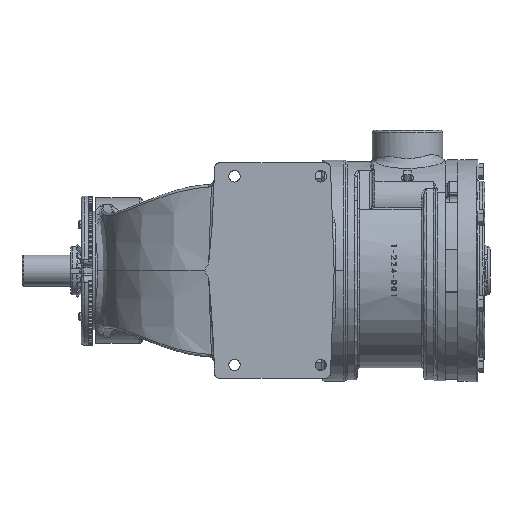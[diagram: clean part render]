
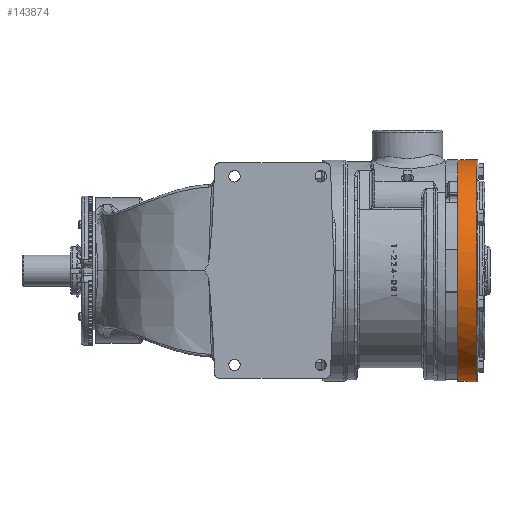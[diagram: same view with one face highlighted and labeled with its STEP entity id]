
A CAD part, front view. The second image highlights one B-rep face of the part: STEP entity #143874.
In plain terms, the highlighted conical face has half-angle 2 degrees and reference radius 130.112 mm.
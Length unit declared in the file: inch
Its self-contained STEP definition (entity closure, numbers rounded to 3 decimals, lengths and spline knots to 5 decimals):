
#8215 = CARTESIAN_POINT ( 'NONE',  ( 5.67, 0., 0. ) ) ;
#9350 = AXIS2_PLACEMENT_3D ( 'NONE', #40033, #127887, #52619 ) ;
#10960 = AXIS2_PLACEMENT_3D ( 'NONE', #12575, #100444, #25204 ) ;
#11365 = VERTEX_POINT ( 'NONE', #69618 ) ;
#12575 = CARTESIAN_POINT ( 'NONE',  ( 5.67, 0., 0. ) ) ;
#15124 = CARTESIAN_POINT ( 'NONE',  ( 5.67, -5.0541, 0.8597 ) ) ;
#15359 = VERTEX_POINT ( 'NONE', #37535 ) ;
#17705 = VERTEX_POINT ( 'NONE', #49683 ) ;
#19972 = EDGE_CURVE ( 'NONE', #58232, #15359, #117693, .T. ) ;
#20784 = CARTESIAN_POINT ( 'NONE',  ( 5.67, -0.8597, -5.0541 ) ) ;
#20849 = DIRECTION ( 'NONE',  ( 0., -1., 0. ) ) ;
#24022 = AXIS2_PLACEMENT_3D ( 'NONE', #37421, #125277, #50019 ) ;
#25204 = DIRECTION ( 'NONE',  ( 0., 0., -1. ) ) ;
#25311 = CIRCLE ( 'NONE', #10960, 5.12669 ) ;
#32192 = ORIENTED_EDGE ( 'NONE', *, *, #114986, .F. ) ;
#34313 = CONICAL_SURFACE ( 'NONE', #146714, 5.1225, 0.035 ) ;
#37421 = CARTESIAN_POINT ( 'NONE',  ( 5.67, 0., 0. ) ) ;
#37535 = CARTESIAN_POINT ( 'NONE',  ( 6.54791, 0., -5.15735 ) ) ;
#38290 = FACE_OUTER_BOUND ( 'NONE', #50102, .T. ) ;
#40033 = CARTESIAN_POINT ( 'NONE',  ( 5.67, 0., 0. ) ) ;
#41165 = EDGE_CURVE ( 'NONE', #17705, #160931, #83079, .T. ) ;
#42161 = EDGE_CURVE ( 'NONE', #15359, #160931, #57224, .T. ) ;
#45632 = CARTESIAN_POINT ( 'NONE',  ( 5.55, 0., 5.1225 ) ) ;
#45778 = CARTESIAN_POINT ( 'NONE',  ( 6.54791, 0., 0. ) ) ;
#49683 = CARTESIAN_POINT ( 'NONE',  ( 5.67, 0., 5.12669 ) ) ;
#50019 = DIRECTION ( 'NONE',  ( 0., 0., -1. ) ) ;
#50102 = EDGE_LOOP ( 'NONE', ( #86839, #32192, #147810, #88024, #92169, #90905, #161027 ) ) ;
#50450 = CIRCLE ( 'NONE', #9350, 5.12669 ) ;
#52619 = DIRECTION ( 'NONE',  ( 0., 0., -1. ) ) ;
#53627 = VECTOR ( 'NONE', #69229, 39.37008 ) ;
#54630 = CARTESIAN_POINT ( 'NONE',  ( 5.55, 0., -5.1225 ) ) ;
#57224 = CIRCLE ( 'NONE', #142524, 5.15735 ) ;
#58232 = VERTEX_POINT ( 'NONE', #63726 ) ;
#58365 = DIRECTION ( 'NONE',  ( 0., 0., -1. ) ) ;
#59920 = CIRCLE ( 'NONE', #24022, 5.12669 ) ;
#63726 = CARTESIAN_POINT ( 'NONE',  ( 5.67, 0., -5.12669 ) ) ;
#69229 = DIRECTION ( 'NONE',  ( 0.999, 0., 0.035 ) ) ;
#69618 = CARTESIAN_POINT ( 'NONE',  ( 5.67, -5.0541, -0.8597 ) ) ;
#76250 = CARTESIAN_POINT ( 'NONE',  ( 6.54791, 0., 5.15735 ) ) ;
#83079 = LINE ( 'NONE', #45632, #53627 ) ;
#86839 = ORIENTED_EDGE ( 'NONE', *, *, #41165, .F. ) ;
#88024 = ORIENTED_EDGE ( 'NONE', *, *, #161014, .F. ) ;
#90905 = ORIENTED_EDGE ( 'NONE', *, *, #19972, .T. ) ;
#91452 = DIRECTION ( 'NONE',  ( 0.999, 0., -0.035 ) ) ;
#92169 = ORIENTED_EDGE ( 'NONE', *, *, #129106, .F. ) ;
#96039 = DIRECTION ( 'NONE',  ( -1., 0., 0. ) ) ;
#100444 = DIRECTION ( 'NONE',  ( -1., 0., 0. ) ) ;
#103368 = EDGE_CURVE ( 'NONE', #11365, #103526, #25311, .T. ) ;
#103526 = VERTEX_POINT ( 'NONE', #15124 ) ;
#106771 = AXIS2_PLACEMENT_3D ( 'NONE', #8215, #96039, #20849 ) ;
#113229 = DIRECTION ( 'NONE',  ( 1., 0., 0. ) ) ;
#113713 = VECTOR ( 'NONE', #91452, 39.37008 ) ;
#114986 = EDGE_CURVE ( 'NONE', #103526, #17705, #148116, .T. ) ;
#117693 = LINE ( 'NONE', #54630, #113713 ) ;
#125277 = DIRECTION ( 'NONE',  ( -1., 0., 0. ) ) ;
#127887 = DIRECTION ( 'NONE',  ( -1., 0., 0. ) ) ;
#129106 = EDGE_CURVE ( 'NONE', #58232, #142484, #59920, .T. ) ;
#133621 = DIRECTION ( 'NONE',  ( -1., 0., 0. ) ) ;
#137893 = CARTESIAN_POINT ( 'NONE',  ( 5.55, 0., 0. ) ) ;
#142484 = VERTEX_POINT ( 'NONE', #20784 ) ;
#142524 = AXIS2_PLACEMENT_3D ( 'NONE', #45778, #133621, #58365 ) ;
#143874 = ADVANCED_FACE ( 'NONE', ( #38290 ), #34313, .T. ) ;
#146714 = AXIS2_PLACEMENT_3D ( 'NONE', #137893, #113229, #150495 ) ;
#147810 = ORIENTED_EDGE ( 'NONE', *, *, #103368, .F. ) ;
#148116 = CIRCLE ( 'NONE', #106771, 5.12669 ) ;
#150495 = DIRECTION ( 'NONE',  ( 0., 0., -1. ) ) ;
#160931 = VERTEX_POINT ( 'NONE', #76250 ) ;
#161014 = EDGE_CURVE ( 'NONE', #142484, #11365, #50450, .T. ) ;
#161027 = ORIENTED_EDGE ( 'NONE', *, *, #42161, .T. ) ;
